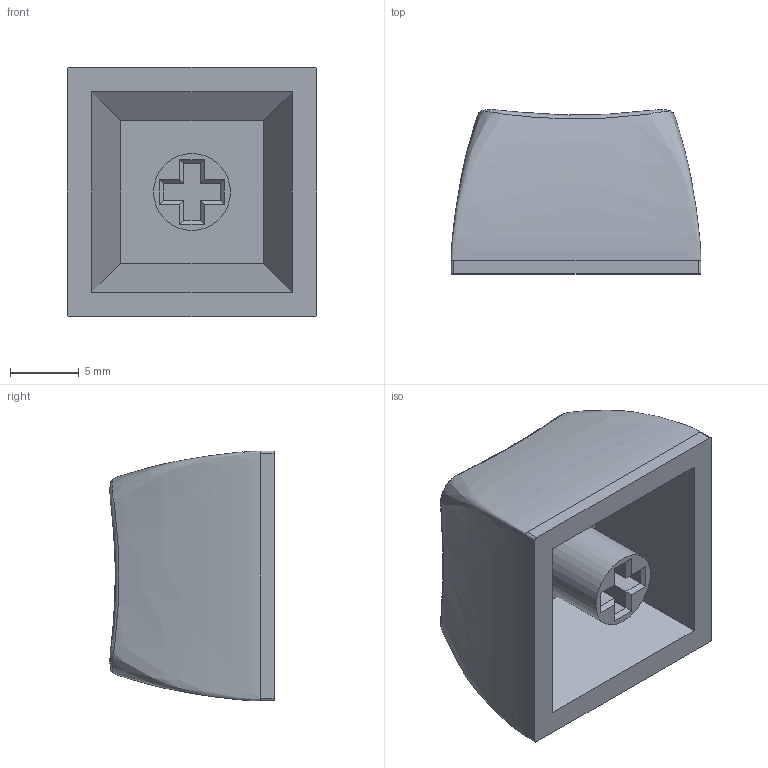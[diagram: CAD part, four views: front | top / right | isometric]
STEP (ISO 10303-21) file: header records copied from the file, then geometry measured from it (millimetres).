
FILE_DESCRIPTION(/* description */ (''),/* implementation_level */ '2;1');
FILE_NAME(/* name */ 'SA Row 3 1u.step',/* time_stamp */ '2017-03-14T22:07:31-05:00',/* author */ (''),/* organization */ (''),/* preprocessor_version */ 'ST-DEVELOPER v16.5',/* originating_system */ 'Autodesk Translation Framework v5.2.0.2920',/* authorisation */ '');
FILE_SCHEMA (('AUTOMOTIVE_DESIGN { 1 0 10303 214 3 1 1 }'));
Length unit declared in the file: millimetre
Products named in the file (1): SA Row 3 1u v6
Bounding box: 18.2 x 11.96 x 18.2 mm (x, y, z)
Volume: 2123.7 mm3; surface area: 1849.9 mm2
Topology: 1 solids, 1 shells, 44 faces, 111 edges, 72 vertices
Faces by surface type: plane 36, cylinder 5, bspline 2, sphere 1
Full cylindrical faces by diameter (mm): 5.6 x1
Entity records: 2051 total; most frequent: CARTESIAN_POINT 991, ORIENTED_EDGE 220, DIRECTION 196, EDGE_CURVE 110, LINE 88, VECTOR 88, VERTEX_POINT 72, AXIS2_PLACEMENT_3D 54
